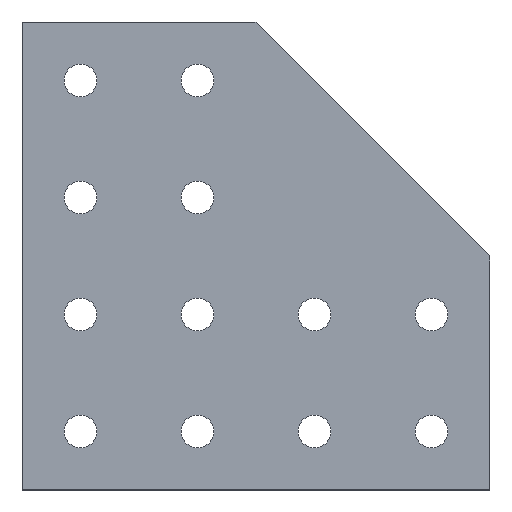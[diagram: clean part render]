
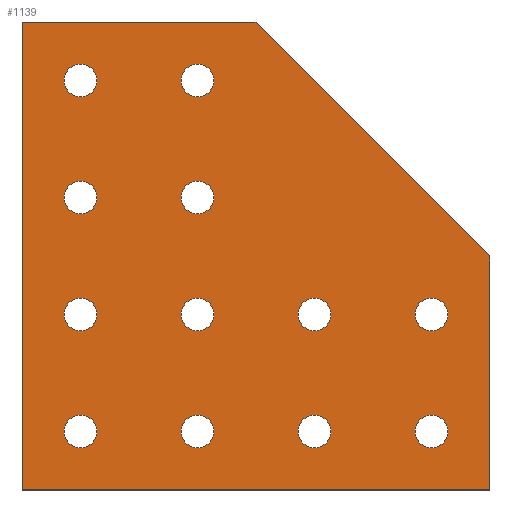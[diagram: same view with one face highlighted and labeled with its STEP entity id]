
A CAD part, top view. The second image highlights one B-rep face of the part: STEP entity #1139.
In plain terms, the highlighted planar face has unit normal (0, 0, 1).
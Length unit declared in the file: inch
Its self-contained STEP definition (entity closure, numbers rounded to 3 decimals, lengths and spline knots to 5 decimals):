
#78=CARTESIAN_POINT('',(2.0,0.14,0.188));
#79=VERTEX_POINT('',#78);
#95=CARTESIAN_POINT('',(2.0,-0.14,0.188));
#96=VERTEX_POINT('',#95);
#103=CARTESIAN_POINT('',(2.0,0.0,0.188));
#104=DIRECTION('',(0.0,0.0,-1.0));
#105=DIRECTION('',(0.0,1.0,0.0));
#106=AXIS2_PLACEMENT_3D('',#103,#104,#105);
#107=CIRCLE('',#106,0.14);
#108=EDGE_CURVE('',#79,#96,#107,.T.);
#120=CARTESIAN_POINT('',(3.0,0.14,0.188));
#121=VERTEX_POINT('',#120);
#137=CARTESIAN_POINT('',(3.0,-0.14,0.188));
#138=VERTEX_POINT('',#137);
#145=CARTESIAN_POINT('',(3.0,0.0,0.188));
#146=DIRECTION('',(0.0,0.0,-1.0));
#147=DIRECTION('',(0.0,1.0,0.0));
#148=AXIS2_PLACEMENT_3D('',#145,#146,#147);
#149=CIRCLE('',#148,0.14);
#150=EDGE_CURVE('',#121,#138,#149,.T.);
#162=CARTESIAN_POINT('',(3.0,1.14,0.188));
#163=VERTEX_POINT('',#162);
#179=CARTESIAN_POINT('',(3.0,0.86,0.188));
#180=VERTEX_POINT('',#179);
#187=CARTESIAN_POINT('',(3.0,1.0,0.188));
#188=DIRECTION('',(0.0,0.0,-1.0));
#189=DIRECTION('',(0.0,1.0,0.0));
#190=AXIS2_PLACEMENT_3D('',#187,#188,#189);
#191=CIRCLE('',#190,0.14);
#192=EDGE_CURVE('',#163,#180,#191,.T.);
#204=CARTESIAN_POINT('',(2.0,1.14,0.188));
#205=VERTEX_POINT('',#204);
#221=CARTESIAN_POINT('',(2.0,0.86,0.188));
#222=VERTEX_POINT('',#221);
#229=CARTESIAN_POINT('',(2.0,1.0,0.188));
#230=DIRECTION('',(0.0,0.0,-1.0));
#231=DIRECTION('',(0.0,1.0,0.0));
#232=AXIS2_PLACEMENT_3D('',#229,#230,#231);
#233=CIRCLE('',#232,0.14);
#234=EDGE_CURVE('',#205,#222,#233,.T.);
#246=CARTESIAN_POINT('',(0.0,0.14,0.188));
#247=VERTEX_POINT('',#246);
#263=CARTESIAN_POINT('',(0.,-0.14,0.188));
#264=VERTEX_POINT('',#263);
#271=CARTESIAN_POINT('',(0.0,0.0,0.188));
#272=DIRECTION('',(0.0,0.0,-1.0));
#273=DIRECTION('',(0.0,1.0,0.0));
#274=AXIS2_PLACEMENT_3D('',#271,#272,#273);
#275=CIRCLE('',#274,0.14);
#276=EDGE_CURVE('',#247,#264,#275,.T.);
#288=CARTESIAN_POINT('',(1.0,0.14,0.188));
#289=VERTEX_POINT('',#288);
#305=CARTESIAN_POINT('',(1.0,-0.14,0.188));
#306=VERTEX_POINT('',#305);
#313=CARTESIAN_POINT('',(1.0,0.0,0.188));
#314=DIRECTION('',(0.0,0.0,-1.0));
#315=DIRECTION('',(0.0,1.0,0.0));
#316=AXIS2_PLACEMENT_3D('',#313,#314,#315);
#317=CIRCLE('',#316,0.14);
#318=EDGE_CURVE('',#289,#306,#317,.T.);
#330=CARTESIAN_POINT('',(1.0,1.14,0.188));
#331=VERTEX_POINT('',#330);
#347=CARTESIAN_POINT('',(1.0,0.86,0.188));
#348=VERTEX_POINT('',#347);
#355=CARTESIAN_POINT('',(1.0,1.0,0.188));
#356=DIRECTION('',(0.0,0.0,-1.0));
#357=DIRECTION('',(0.0,1.0,0.0));
#358=AXIS2_PLACEMENT_3D('',#355,#356,#357);
#359=CIRCLE('',#358,0.14);
#360=EDGE_CURVE('',#331,#348,#359,.T.);
#372=CARTESIAN_POINT('',(0.0,1.14,0.188));
#373=VERTEX_POINT('',#372);
#389=CARTESIAN_POINT('',(0.,0.86,0.188));
#390=VERTEX_POINT('',#389);
#397=CARTESIAN_POINT('',(0.0,1.0,0.188));
#398=DIRECTION('',(0.0,0.0,-1.0));
#399=DIRECTION('',(0.0,1.0,0.0));
#400=AXIS2_PLACEMENT_3D('',#397,#398,#399);
#401=CIRCLE('',#400,0.14);
#402=EDGE_CURVE('',#373,#390,#401,.T.);
#414=CARTESIAN_POINT('',(1.0,2.14,0.188));
#415=VERTEX_POINT('',#414);
#431=CARTESIAN_POINT('',(1.0,1.86,0.188));
#432=VERTEX_POINT('',#431);
#439=CARTESIAN_POINT('',(1.0,2.0,0.188));
#440=DIRECTION('',(0.0,0.0,-1.0));
#441=DIRECTION('',(0.0,1.0,0.0));
#442=AXIS2_PLACEMENT_3D('',#439,#440,#441);
#443=CIRCLE('',#442,0.14);
#444=EDGE_CURVE('',#415,#432,#443,.T.);
#456=CARTESIAN_POINT('',(1.0,3.14,0.188));
#457=VERTEX_POINT('',#456);
#473=CARTESIAN_POINT('',(1.0,2.86,0.188));
#474=VERTEX_POINT('',#473);
#481=CARTESIAN_POINT('',(1.0,3.0,0.188));
#482=DIRECTION('',(0.0,0.0,-1.0));
#483=DIRECTION('',(0.0,1.0,0.0));
#484=AXIS2_PLACEMENT_3D('',#481,#482,#483);
#485=CIRCLE('',#484,0.14);
#486=EDGE_CURVE('',#457,#474,#485,.T.);
#498=CARTESIAN_POINT('',(0.0,2.14,0.188));
#499=VERTEX_POINT('',#498);
#515=CARTESIAN_POINT('',(0.,1.86,0.188));
#516=VERTEX_POINT('',#515);
#523=CARTESIAN_POINT('',(0.0,2.0,0.188));
#524=DIRECTION('',(0.0,0.0,-1.0));
#525=DIRECTION('',(0.0,1.0,0.0));
#526=AXIS2_PLACEMENT_3D('',#523,#524,#525);
#527=CIRCLE('',#526,0.14);
#528=EDGE_CURVE('',#499,#516,#527,.T.);
#540=CARTESIAN_POINT('',(0.,3.14,0.188));
#541=VERTEX_POINT('',#540);
#557=CARTESIAN_POINT('',(0.,2.86,0.188));
#558=VERTEX_POINT('',#557);
#565=CARTESIAN_POINT('',(0.0,3.0,0.188));
#566=DIRECTION('',(0.0,0.0,-1.0));
#567=DIRECTION('',(0.0,1.0,0.0));
#568=AXIS2_PLACEMENT_3D('',#565,#566,#567);
#569=CIRCLE('',#568,0.14);
#570=EDGE_CURVE('',#541,#558,#569,.T.);
#581=CARTESIAN_POINT('',(0.0,3.0,0.188));
#582=DIRECTION('',(0.0,0.0,-1.0));
#583=DIRECTION('',(0.0,1.0,0.0));
#584=AXIS2_PLACEMENT_3D('',#581,#582,#583);
#585=CIRCLE('',#584,0.14);
#586=EDGE_CURVE('',#558,#541,#585,.T.);
#605=CARTESIAN_POINT('',(0.0,2.0,0.188));
#606=DIRECTION('',(0.0,0.0,-1.0));
#607=DIRECTION('',(0.0,1.0,0.0));
#608=AXIS2_PLACEMENT_3D('',#605,#606,#607);
#609=CIRCLE('',#608,0.14);
#610=EDGE_CURVE('',#516,#499,#609,.T.);
#629=CARTESIAN_POINT('',(1.0,3.0,0.188));
#630=DIRECTION('',(0.0,0.0,-1.0));
#631=DIRECTION('',(0.0,1.0,0.0));
#632=AXIS2_PLACEMENT_3D('',#629,#630,#631);
#633=CIRCLE('',#632,0.14);
#634=EDGE_CURVE('',#474,#457,#633,.T.);
#653=CARTESIAN_POINT('',(1.0,2.0,0.188));
#654=DIRECTION('',(0.0,0.0,-1.0));
#655=DIRECTION('',(0.0,1.0,0.0));
#656=AXIS2_PLACEMENT_3D('',#653,#654,#655);
#657=CIRCLE('',#656,0.14);
#658=EDGE_CURVE('',#432,#415,#657,.T.);
#677=CARTESIAN_POINT('',(0.0,1.0,0.188));
#678=DIRECTION('',(0.0,0.0,-1.0));
#679=DIRECTION('',(0.0,1.0,0.0));
#680=AXIS2_PLACEMENT_3D('',#677,#678,#679);
#681=CIRCLE('',#680,0.14);
#682=EDGE_CURVE('',#390,#373,#681,.T.);
#701=CARTESIAN_POINT('',(1.0,1.0,0.188));
#702=DIRECTION('',(0.0,0.0,-1.0));
#703=DIRECTION('',(0.0,1.0,0.0));
#704=AXIS2_PLACEMENT_3D('',#701,#702,#703);
#705=CIRCLE('',#704,0.14);
#706=EDGE_CURVE('',#348,#331,#705,.T.);
#725=CARTESIAN_POINT('',(1.0,0.0,0.188));
#726=DIRECTION('',(0.0,0.0,-1.0));
#727=DIRECTION('',(0.0,1.0,0.0));
#728=AXIS2_PLACEMENT_3D('',#725,#726,#727);
#729=CIRCLE('',#728,0.14);
#730=EDGE_CURVE('',#306,#289,#729,.T.);
#749=CARTESIAN_POINT('',(0.0,0.0,0.188));
#750=DIRECTION('',(0.0,0.0,-1.0));
#751=DIRECTION('',(0.0,1.0,0.0));
#752=AXIS2_PLACEMENT_3D('',#749,#750,#751);
#753=CIRCLE('',#752,0.14);
#754=EDGE_CURVE('',#264,#247,#753,.T.);
#773=CARTESIAN_POINT('',(2.0,1.0,0.188));
#774=DIRECTION('',(0.0,0.0,-1.0));
#775=DIRECTION('',(0.0,1.0,0.0));
#776=AXIS2_PLACEMENT_3D('',#773,#774,#775);
#777=CIRCLE('',#776,0.14);
#778=EDGE_CURVE('',#222,#205,#777,.T.);
#797=CARTESIAN_POINT('',(3.0,1.0,0.188));
#798=DIRECTION('',(0.0,0.0,-1.0));
#799=DIRECTION('',(0.0,1.0,0.0));
#800=AXIS2_PLACEMENT_3D('',#797,#798,#799);
#801=CIRCLE('',#800,0.14);
#802=EDGE_CURVE('',#180,#163,#801,.T.);
#821=CARTESIAN_POINT('',(3.0,0.0,0.188));
#822=DIRECTION('',(0.0,0.0,-1.0));
#823=DIRECTION('',(0.0,1.0,0.0));
#824=AXIS2_PLACEMENT_3D('',#821,#822,#823);
#825=CIRCLE('',#824,0.14);
#826=EDGE_CURVE('',#138,#121,#825,.T.);
#845=CARTESIAN_POINT('',(2.0,0.0,0.188));
#846=DIRECTION('',(0.0,0.0,-1.0));
#847=DIRECTION('',(0.0,1.0,0.0));
#848=AXIS2_PLACEMENT_3D('',#845,#846,#847);
#849=CIRCLE('',#848,0.14);
#850=EDGE_CURVE('',#96,#79,#849,.T.);
#868=CARTESIAN_POINT('',(3.5,-0.5,0.188));
#869=VERTEX_POINT('',#868);
#870=CARTESIAN_POINT('',(-0.5,-0.5,0.188));
#871=VERTEX_POINT('',#870);
#872=CARTESIAN_POINT('',(3.5,-0.5,0.188));
#873=DIRECTION('',(-1.0,0.0,0.0));
#874=VECTOR('',#873,4.0);
#875=LINE('',#872,#874);
#876=EDGE_CURVE('',#869,#871,#875,.T.);
#908=CARTESIAN_POINT('',(-0.5,3.5,0.188));
#909=VERTEX_POINT('',#908);
#910=CARTESIAN_POINT('',(-0.5,-0.5,0.188));
#911=DIRECTION('',(0.0,1.0,0.0));
#912=VECTOR('',#911,4.0);
#913=LINE('',#910,#912);
#914=EDGE_CURVE('',#871,#909,#913,.T.);
#939=CARTESIAN_POINT('',(1.5,3.5,0.188));
#940=VERTEX_POINT('',#939);
#941=CARTESIAN_POINT('',(-0.5,3.5,0.188));
#942=DIRECTION('',(1.0,0.0,0.0));
#943=VECTOR('',#942,2.0);
#944=LINE('',#941,#943);
#945=EDGE_CURVE('',#909,#940,#944,.T.);
#970=CARTESIAN_POINT('',(3.5,1.5,0.188));
#971=VERTEX_POINT('',#970);
#972=CARTESIAN_POINT('',(1.5,3.5,0.188));
#973=DIRECTION('',(0.707,-0.707,0.0));
#974=VECTOR('',#973,2.82843);
#975=LINE('',#972,#974);
#976=EDGE_CURVE('',#940,#971,#975,.T.);
#1001=CARTESIAN_POINT('',(3.5,1.5,0.188));
#1002=DIRECTION('',(0.0,-1.0,0.0));
#1003=VECTOR('',#1002,2.0);
#1004=LINE('',#1001,#1003);
#1005=EDGE_CURVE('',#971,#869,#1004,.T.);
#1079=CARTESIAN_POINT('',(3.5,-0.5,0.188));
#1080=DIRECTION('',(0.0,0.0,-1.0));
#1081=DIRECTION('',(0.0,-1.0,0.0));
#1082=AXIS2_PLACEMENT_3D('',#1079,#1080,#1081);
#1083=PLANE('',#1082);
#1084=ORIENTED_EDGE('',*,*,#876,.F.);
#1085=ORIENTED_EDGE('',*,*,#1005,.F.);
#1086=ORIENTED_EDGE('',*,*,#976,.F.);
#1087=ORIENTED_EDGE('',*,*,#945,.F.);
#1088=ORIENTED_EDGE('',*,*,#914,.F.);
#1089=EDGE_LOOP('',(#1084,#1085,#1086,#1087,#1088));
#1090=FACE_OUTER_BOUND('',#1089,.T.);
#1091=ORIENTED_EDGE('',*,*,#570,.T.);
#1092=ORIENTED_EDGE('',*,*,#586,.T.);
#1093=EDGE_LOOP('',(#1091,#1092));
#1094=FACE_BOUND('',#1093,.T.);
#1095=ORIENTED_EDGE('',*,*,#528,.T.);
#1096=ORIENTED_EDGE('',*,*,#610,.T.);
#1097=EDGE_LOOP('',(#1095,#1096));
#1098=FACE_BOUND('',#1097,.T.);
#1099=ORIENTED_EDGE('',*,*,#486,.T.);
#1100=ORIENTED_EDGE('',*,*,#634,.T.);
#1101=EDGE_LOOP('',(#1099,#1100));
#1102=FACE_BOUND('',#1101,.T.);
#1103=ORIENTED_EDGE('',*,*,#444,.T.);
#1104=ORIENTED_EDGE('',*,*,#658,.T.);
#1105=EDGE_LOOP('',(#1103,#1104));
#1106=FACE_BOUND('',#1105,.T.);
#1107=ORIENTED_EDGE('',*,*,#402,.T.);
#1108=ORIENTED_EDGE('',*,*,#682,.T.);
#1109=EDGE_LOOP('',(#1107,#1108));
#1110=FACE_BOUND('',#1109,.T.);
#1111=ORIENTED_EDGE('',*,*,#360,.T.);
#1112=ORIENTED_EDGE('',*,*,#706,.T.);
#1113=EDGE_LOOP('',(#1111,#1112));
#1114=FACE_BOUND('',#1113,.T.);
#1115=ORIENTED_EDGE('',*,*,#318,.T.);
#1116=ORIENTED_EDGE('',*,*,#730,.T.);
#1117=EDGE_LOOP('',(#1115,#1116));
#1118=FACE_BOUND('',#1117,.T.);
#1119=ORIENTED_EDGE('',*,*,#276,.T.);
#1120=ORIENTED_EDGE('',*,*,#754,.T.);
#1121=EDGE_LOOP('',(#1119,#1120));
#1122=FACE_BOUND('',#1121,.T.);
#1123=ORIENTED_EDGE('',*,*,#234,.T.);
#1124=ORIENTED_EDGE('',*,*,#778,.T.);
#1125=EDGE_LOOP('',(#1123,#1124));
#1126=FACE_BOUND('',#1125,.T.);
#1127=ORIENTED_EDGE('',*,*,#192,.T.);
#1128=ORIENTED_EDGE('',*,*,#802,.T.);
#1129=EDGE_LOOP('',(#1127,#1128));
#1130=FACE_BOUND('',#1129,.T.);
#1131=ORIENTED_EDGE('',*,*,#150,.T.);
#1132=ORIENTED_EDGE('',*,*,#826,.T.);
#1133=EDGE_LOOP('',(#1131,#1132));
#1134=FACE_BOUND('',#1133,.T.);
#1135=ORIENTED_EDGE('',*,*,#108,.T.);
#1136=ORIENTED_EDGE('',*,*,#850,.T.);
#1137=EDGE_LOOP('',(#1135,#1136));
#1138=FACE_BOUND('',#1137,.T.);
#1139=ADVANCED_FACE('',(#1090,#1094,#1098,#1102,#1106,#1110,#1114,#1118,#1122,#1126,#1130,#1134,#1138),#1083,.F.);
